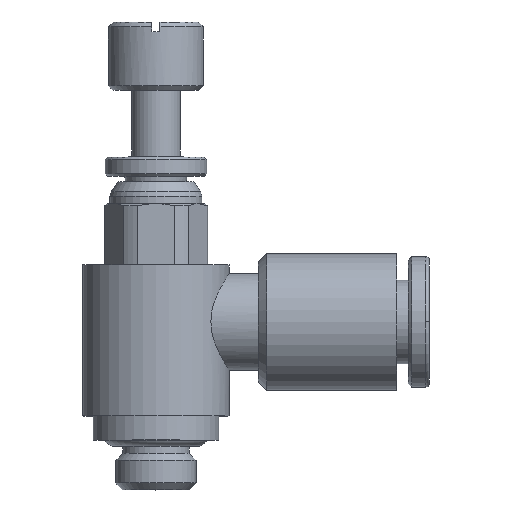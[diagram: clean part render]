
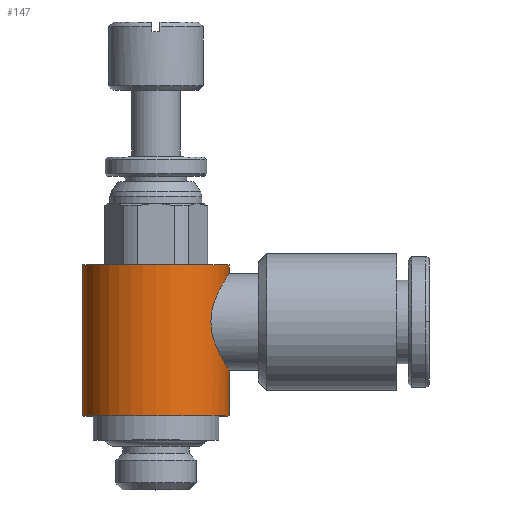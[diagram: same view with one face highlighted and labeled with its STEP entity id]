
A CAD part, top view. The second image highlights one B-rep face of the part: STEP entity #147.
In plain terms, the highlighted cylindrical face has radius 4.55 mm (diameter 9.1 mm), a partial arc.
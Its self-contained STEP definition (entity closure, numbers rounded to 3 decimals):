
#147=ADVANCED_FACE('',(#363),#364,.T.);
#363=FACE_OUTER_BOUND('',#583,.T.);
#364=CYLINDRICAL_SURFACE('',#584,4.55);
#583=EDGE_LOOP('',(#1360,#1361,#1362,#1363,#1364,#1365));
#584=AXIS2_PLACEMENT_3D('',#1366,#1367,#1368);
#1360=ORIENTED_EDGE('',*,*,#1403,.T.);
#1361=ORIENTED_EDGE('',*,*,#1474,.T.);
#1362=ORIENTED_EDGE('',*,*,#1407,.T.);
#1363=ORIENTED_EDGE('',*,*,#1639,.F.);
#1364=ORIENTED_EDGE('',*,*,#1405,.T.);
#1365=ORIENTED_EDGE('',*,*,#1640,.F.);
#1366=CARTESIAN_POINT('',(0.0,4.7,0.0));
#1367=DIRECTION('',(-0.0,1.0,0.0));
#1368=DIRECTION('',(1.0,0.0,0.0));
#1403=EDGE_CURVE('',#1655,#1656,#1657,.T.);
#1405=EDGE_CURVE('',#1660,#1658,#1661,.T.);
#1407=EDGE_CURVE('',#1664,#1662,#1665,.T.);
#1474=EDGE_CURVE('',#1656,#1664,#1785,.T.);
#1639=EDGE_CURVE('',#1660,#1662,#2039,.T.);
#1640=EDGE_CURVE('',#1655,#1658,#2040,.T.);
#1655=VERTEX_POINT('',#2055);
#1656=VERTEX_POINT('',#2056);
#1657=LINE('',#2057,#2058);
#1658=VERTEX_POINT('',#2059);
#1660=VERTEX_POINT('',#2061);
#1661=LINE('',#2062,#2063);
#1662=VERTEX_POINT('',#2064);
#1664=VERTEX_POINT('',#2066);
#1665=LINE('',#2067,#2068);
#1785=B_SPLINE_CURVE_WITH_KNOTS('',3,(#2269,#2270,#2271,#2272,#2273,#2274,#2275,#2276,#2277,#2278,#2279,#2280,#2281,#2282,#2283,#2284,#2285,#2286,#2287,#2288,#2289,#2290,#2291,#2292,#2293,#2294,#2295,#2296,#2297,#2298,#2299,#2300,#2301,#2302),.UNSPECIFIED.,.F.,.F.,(4,2,2,2,2,2,2,2,2,2,2,2,2,2,2,2,4),(4.703,5.288,5.872,6.457,7.042,7.633,8.224,8.815,9.406,9.996,10.587,11.178,11.769,12.354,12.939,13.524,14.108),.UNSPECIFIED.);
#2039=CIRCLE('',#2862,4.55);
#2040=CIRCLE('',#2863,4.55);
#2055=CARTESIAN_POINT('',(4.55,0.0,0.0));
#2056=CARTESIAN_POINT('',(4.55,2.85,0.));
#2057=CARTESIAN_POINT('',(4.55,4.7,0.));
#2058=VECTOR('',#2888,1.0);
#2059=CARTESIAN_POINT('',(-4.55,0.0,0.));
#2061=CARTESIAN_POINT('',(-4.55,9.4,0.));
#2062=CARTESIAN_POINT('',(-4.55,4.7,0.));
#2063=VECTOR('',#2892,1.0);
#2064=CARTESIAN_POINT('',(4.55,9.4,0.0));
#2066=CARTESIAN_POINT('',(4.55,8.85,0.));
#2067=CARTESIAN_POINT('',(4.55,4.7,0.));
#2068=VECTOR('',#2896,1.0);
#2269=CARTESIAN_POINT('',(4.55,2.85,0.));
#2270=CARTESIAN_POINT('',(4.55,2.85,0.195));
#2271=CARTESIAN_POINT('',(4.537,2.869,0.395));
#2272=CARTESIAN_POINT('',(4.486,2.948,0.788));
#2273=CARTESIAN_POINT('',(4.447,3.008,0.982));
#2274=CARTESIAN_POINT('',(4.349,3.163,1.35));
#2275=CARTESIAN_POINT('',(4.29,3.259,1.525));
#2276=CARTESIAN_POINT('',(4.162,3.477,1.846));
#2277=CARTESIAN_POINT('',(4.093,3.6,1.992));
#2278=CARTESIAN_POINT('',(3.956,3.859,2.252));
#2279=CARTESIAN_POINT('',(3.883,4.006,2.375));
#2280=CARTESIAN_POINT('',(3.742,4.327,2.592));
#2281=CARTESIAN_POINT('',(3.673,4.501,2.687));
#2282=CARTESIAN_POINT('',(3.555,4.868,2.842));
#2283=CARTESIAN_POINT('',(3.506,5.06,2.901));
#2284=CARTESIAN_POINT('',(3.438,5.453,2.98));
#2285=CARTESIAN_POINT('',(3.421,5.653,3.0));
#2286=CARTESIAN_POINT('',(3.421,6.047,3.0));
#2287=CARTESIAN_POINT('',(3.438,6.247,2.98));
#2288=CARTESIAN_POINT('',(3.506,6.64,2.901));
#2289=CARTESIAN_POINT('',(3.555,6.832,2.842));
#2290=CARTESIAN_POINT('',(3.673,7.199,2.687));
#2291=CARTESIAN_POINT('',(3.742,7.373,2.592));
#2292=CARTESIAN_POINT('',(3.883,7.694,2.375));
#2293=CARTESIAN_POINT('',(3.956,7.841,2.252));
#2294=CARTESIAN_POINT('',(4.093,8.1,1.992));
#2295=CARTESIAN_POINT('',(4.162,8.223,1.846));
#2296=CARTESIAN_POINT('',(4.29,8.441,1.525));
#2297=CARTESIAN_POINT('',(4.349,8.537,1.35));
#2298=CARTESIAN_POINT('',(4.447,8.692,0.982));
#2299=CARTESIAN_POINT('',(4.486,8.752,0.788));
#2300=CARTESIAN_POINT('',(4.537,8.831,0.395));
#2301=CARTESIAN_POINT('',(4.55,8.85,0.195));
#2302=CARTESIAN_POINT('',(4.55,8.85,0.));
#2862=AXIS2_PLACEMENT_3D('',#3343,#3344,#3345);
#2863=AXIS2_PLACEMENT_3D('',#3346,#3347,#3348);
#2888=DIRECTION('',(0.0,1.0,0.0));
#2892=DIRECTION('',(-0.0,-1.0,-0.0));
#2896=DIRECTION('',(0.0,1.0,0.0));
#3343=CARTESIAN_POINT('',(0.0,9.4,0.0));
#3344=DIRECTION('',(-0.0,1.0,0.0));
#3345=DIRECTION('',(1.0,0.0,0.0));
#3346=CARTESIAN_POINT('',(0.0,0.0,0.0));
#3347=DIRECTION('',(0.0,-1.0,0.0));
#3348=DIRECTION('',(1.0,0.0,0.0));
